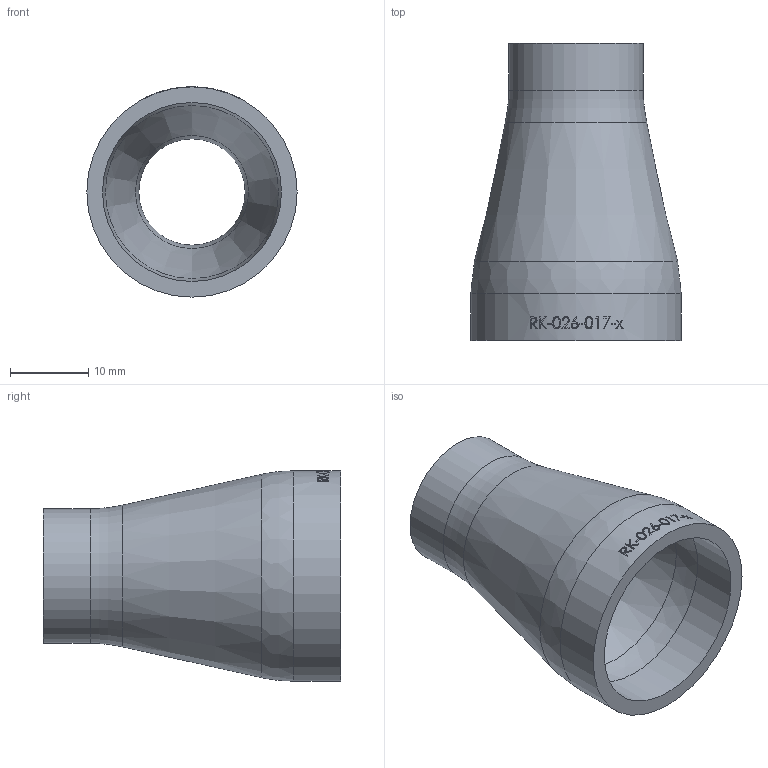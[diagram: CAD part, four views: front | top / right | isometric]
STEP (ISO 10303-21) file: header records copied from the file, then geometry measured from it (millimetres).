
FILE_DESCRIPTION (( 'STEP AP214' ), '1' );
FILE_NAME ('RK-026-017-x Reduzierung 26,9x17,2x2,0x1,8 BL38 1909.STEP', '2019-09-09T09:53:55', ( '' ), ( '' ), 'SwSTEP 2.0', 'SolidWorks 2016', '' );
FILE_SCHEMA (( 'AUTOMOTIVE_DESIGN' ));
Length unit declared in the file: millimetre
Products named in the file (1): RK-026-017-x Reduzierung 26,9x17,2x2,0x1,8 BL38 1909
Bounding box: 26.9 x 38 x 26.9 mm (x, y, z)
Volume: 4656.6 mm3; surface area: 5112.1 mm2
Topology: 1 solids, 1 shells, 133 faces, 337 edges, 222 vertices
Faces by surface type: bspline 62, plane 45, cylinder 20, torus 4, cone 2
Full cylindrical faces by diameter (mm): 13.6 x1, 17.2 x1, 22.9 x1, 26.9 x1
Entity records: 9552 total; most frequent: CARTESIAN_POINT 5573, ORIENTED_EDGE 654, DIRECTION 337, EDGE_CURVE 327, VERTEX_POINT 222, B_SPLINE_CURVE_WITH_KNOTS 200, EDGE_LOOP 161, FACE_OUTER_BOUND 141
